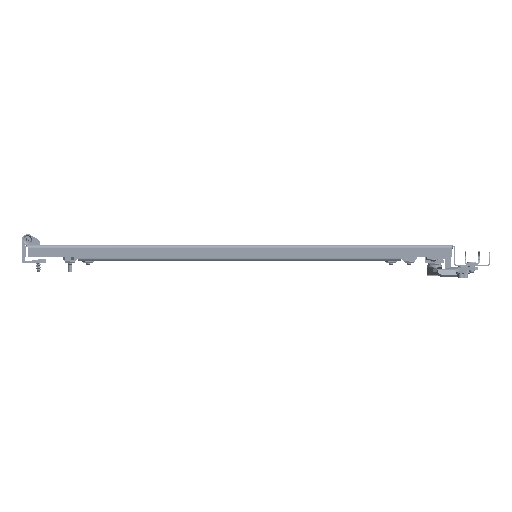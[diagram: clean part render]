
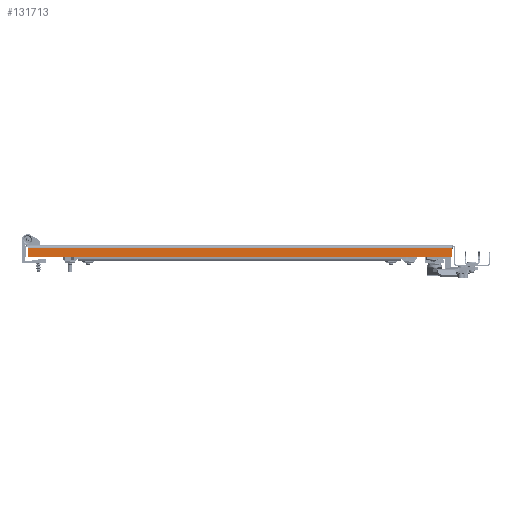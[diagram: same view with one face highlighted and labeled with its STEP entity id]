
A CAD part, front view. The second image highlights one B-rep face of the part: STEP entity #131713.
In plain terms, the highlighted planar face has unit normal (0, -1, 0).
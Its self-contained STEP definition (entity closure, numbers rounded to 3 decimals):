
#8724 = CARTESIAN_POINT ( 'NONE',  ( -292.25, -895., -4. ) ) ;
#12095 = VERTEX_POINT ( 'NONE', #8724 ) ;
#14601 = CARTESIAN_POINT ( 'NONE',  ( 0., -895., -4. ) ) ;
#15632 = VECTOR ( 'NONE', #76169, 1000. ) ;
#25818 = CARTESIAN_POINT ( 'NONE',  ( -292.25, -895., 0. ) ) ;
#26168 = LINE ( 'NONE', #14601, #60993 ) ;
#26323 = ORIENTED_EDGE ( 'NONE', *, *, #40911, .F. ) ;
#29405 = VERTEX_POINT ( 'NONE', #92048 ) ;
#36884 = DIRECTION ( 'NONE',  ( 0., 0., 1. ) ) ;
#37118 = CARTESIAN_POINT ( 'NONE',  ( 294.25, -895., -15.8 ) ) ;
#38897 = EDGE_CURVE ( 'NONE', #110654, #113292, #152172, .T. ) ;
#40911 = EDGE_CURVE ( 'NONE', #29405, #12095, #63775, .T. ) ;
#59047 = EDGE_LOOP ( 'NONE', ( #26323, #89014, #124492, #80891 ) ) ;
#59581 = AXIS2_PLACEMENT_3D ( 'NONE', #149173, #72438, #36884 ) ;
#60993 = VECTOR ( 'NONE', #115277, 1000. ) ;
#63775 = LINE ( 'NONE', #25818, #15632 ) ;
#72438 = DIRECTION ( 'NONE',  ( 0., 1., 0. ) ) ;
#76169 = DIRECTION ( 'NONE',  ( 0., 0., 1. ) ) ;
#80891 = ORIENTED_EDGE ( 'NONE', *, *, #122582, .F. ) ;
#88329 = DIRECTION ( 'NONE',  ( 1., 0., 0. ) ) ;
#89014 = ORIENTED_EDGE ( 'NONE', *, *, #102954, .T. ) ;
#92048 = CARTESIAN_POINT ( 'NONE',  ( -292.25, -895., -15.8 ) ) ;
#93269 = VECTOR ( 'NONE', #88329, 1000. ) ;
#99419 = VECTOR ( 'NONE', #126592, 1000. ) ;
#102954 = EDGE_CURVE ( 'NONE', #29405, #110654, #148611, .T. ) ;
#110654 = VERTEX_POINT ( 'NONE', #157131 ) ;
#113292 = VERTEX_POINT ( 'NONE', #141400 ) ;
#115012 = CARTESIAN_POINT ( 'NONE',  ( 292.25, -895., 0. ) ) ;
#115277 = DIRECTION ( 'NONE',  ( 1., 0., 0. ) ) ;
#122582 = EDGE_CURVE ( 'NONE', #12095, #113292, #26168, .T. ) ;
#124492 = ORIENTED_EDGE ( 'NONE', *, *, #38897, .T. ) ;
#126592 = DIRECTION ( 'NONE',  ( 0., 0., 1. ) ) ;
#131713 = ADVANCED_FACE ( 'NONE', ( #160736 ), #148375, .F. ) ;
#141400 = CARTESIAN_POINT ( 'NONE',  ( 292.25, -895., -4. ) ) ;
#148375 = PLANE ( 'NONE',  #59581 ) ;
#148611 = LINE ( 'NONE', #37118, #93269 ) ;
#149173 = CARTESIAN_POINT ( 'NONE',  ( 0., -895., 0. ) ) ;
#152172 = LINE ( 'NONE', #115012, #99419 ) ;
#157131 = CARTESIAN_POINT ( 'NONE',  ( 292.25, -895., -15.8 ) ) ;
#160736 = FACE_OUTER_BOUND ( 'NONE', #59047, .T. ) ;
